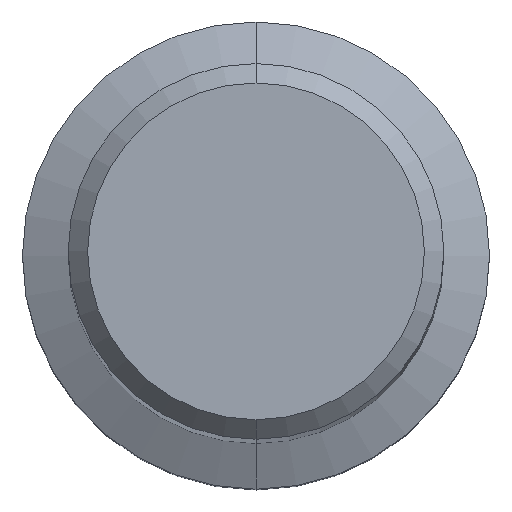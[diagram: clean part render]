
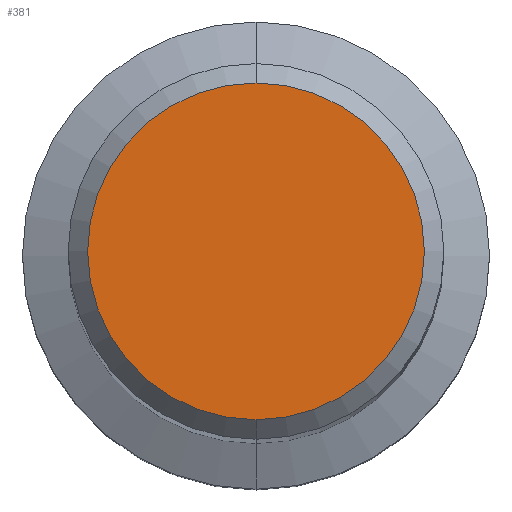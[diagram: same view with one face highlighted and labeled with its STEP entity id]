
A CAD part, top view. The second image highlights one B-rep face of the part: STEP entity #381.
In plain terms, the highlighted planar face has unit normal (0, 0, 1).
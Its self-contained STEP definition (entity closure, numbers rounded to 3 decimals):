
#239=EDGE_CURVE('',#383,#371,#598,.T.);
#293=EDGE_CURVE('',#371,#383,#658,.T.);
#371=VERTEX_POINT('',#745);
#381=ADVANCED_FACE('',(#755),#756,.T.);
#383=VERTEX_POINT('',#758);
#598=CIRCLE('',#1038,8.65);
#658=CIRCLE('',#1147,8.65);
#745=CARTESIAN_POINT('',(0.0,8.65,0.0));
#755=FACE_OUTER_BOUND('',#1319,.T.);
#756=PLANE('',#1320);
#758=CARTESIAN_POINT('',(0.,-8.65,0.0));
#1038=AXIS2_PLACEMENT_3D('',#1751,#1752,#1753);
#1147=AXIS2_PLACEMENT_3D('',#1830,#1831,#1832);
#1319=EDGE_LOOP('',(#1945,#1946));
#1320=AXIS2_PLACEMENT_3D('',#1947,#1948,#1949);
#1751=CARTESIAN_POINT('',(0.0,0.0,0.0));
#1752=DIRECTION('',(0.0,0.0,-1.0));
#1753=DIRECTION('',(0.0,1.0,0.0));
#1830=CARTESIAN_POINT('',(0.0,0.0,0.0));
#1831=DIRECTION('',(0.0,0.0,-1.0));
#1832=DIRECTION('',(0.0,1.0,0.0));
#1945=ORIENTED_EDGE('',*,*,#293,.F.);
#1946=ORIENTED_EDGE('',*,*,#239,.F.);
#1947=CARTESIAN_POINT('',(0.0,4.325,0.0));
#1948=DIRECTION('',(-0.0,0.0,1.0));
#1949=DIRECTION('',(0.0,-1.0,0.0));
